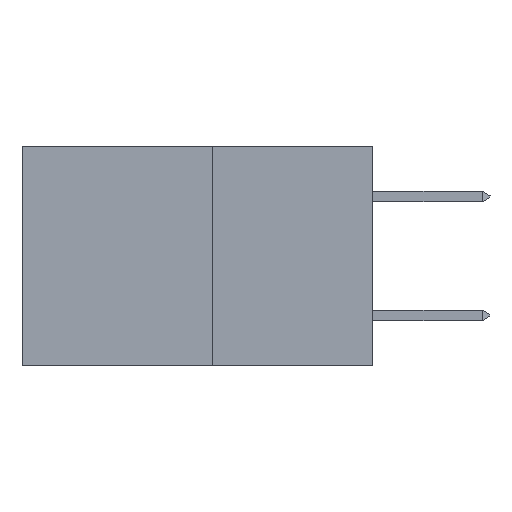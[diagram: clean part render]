
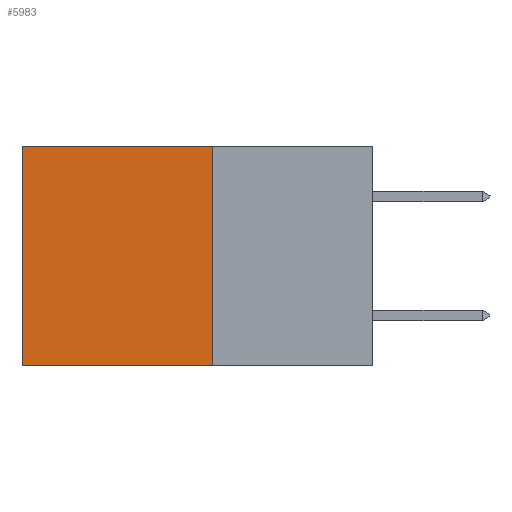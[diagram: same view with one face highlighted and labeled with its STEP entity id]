
A CAD part, left-side view. The second image highlights one B-rep face of the part: STEP entity #5983.
In plain terms, the highlighted planar face has unit normal (-1, 0, 0).
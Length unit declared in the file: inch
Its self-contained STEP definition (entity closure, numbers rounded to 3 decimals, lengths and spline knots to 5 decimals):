
#152 = CARTESIAN_POINT ( 'NONE',  ( 0.277, 0.59, -0.37 ) ) ;
#264 = CARTESIAN_POINT ( 'NONE',  ( 0.277, 0.27, -0.37 ) ) ;
#938 = EDGE_CURVE ( 'NONE', #9305, #9316, #3474, .T. ) ;
#1674 = DIRECTION ( 'NONE',  ( 0., 0., -1. ) ) ;
#1848 = CARTESIAN_POINT ( 'NONE',  ( 0.277, 0.27, 0. ) ) ;
#3474 = LINE ( 'NONE', #264, #14276 ) ;
#3572 = VECTOR ( 'NONE', #5829, 39.37008 ) ;
#4087 = ORIENTED_EDGE ( 'NONE', *, *, #18922, .T. ) ;
#4205 = AXIS2_PLACEMENT_3D ( 'NONE', #12404, #14671, #6683 ) ;
#4506 = EDGE_CURVE ( 'NONE', #9316, #5436, #11838, .T. ) ;
#5436 = VERTEX_POINT ( 'NONE', #152 ) ;
#5829 = DIRECTION ( 'NONE',  ( 0., 1., 0. ) ) ;
#5920 = CARTESIAN_POINT ( 'NONE',  ( 0.277, 0.27, -0.37 ) ) ;
#5983 = ADVANCED_FACE ( 'NONE', ( #16854 ), #7812, .F. ) ;
#6683 = DIRECTION ( 'NONE',  ( 0., 0., -1. ) ) ;
#7254 = DIRECTION ( 'NONE',  ( 0., 1., 0. ) ) ;
#7517 = VECTOR ( 'NONE', #11069, 39.37008 ) ;
#7812 = PLANE ( 'NONE',  #4205 ) ;
#7949 = EDGE_CURVE ( 'NONE', #14152, #5436, #11483, .T. ) ;
#8900 = VECTOR ( 'NONE', #7254, 39.37008 ) ;
#9277 = ORIENTED_EDGE ( 'NONE', *, *, #4506, .F. ) ;
#9305 = VERTEX_POINT ( 'NONE', #1848 ) ;
#9316 = VERTEX_POINT ( 'NONE', #18868 ) ;
#11069 = DIRECTION ( 'NONE',  ( 0., 0., -1. ) ) ;
#11333 = CARTESIAN_POINT ( 'NONE',  ( 0.277, 0.59, -0.37 ) ) ;
#11483 = LINE ( 'NONE', #11333, #7517 ) ;
#11623 = CARTESIAN_POINT ( 'NONE',  ( 0.277, 0.59, 0. ) ) ;
#11838 = LINE ( 'NONE', #5920, #3572 ) ;
#12194 = ORIENTED_EDGE ( 'NONE', *, *, #938, .F. ) ;
#12402 = LINE ( 'NONE', #16142, #8900 ) ;
#12404 = CARTESIAN_POINT ( 'NONE',  ( 0.277, 0.27, -0.37 ) ) ;
#14152 = VERTEX_POINT ( 'NONE', #11623 ) ;
#14276 = VECTOR ( 'NONE', #1674, 39.37008 ) ;
#14671 = DIRECTION ( 'NONE',  ( 1., 0., 0. ) ) ;
#15074 = EDGE_LOOP ( 'NONE', ( #16489, #9277, #12194, #4087 ) ) ;
#16142 = CARTESIAN_POINT ( 'NONE',  ( 0.277, 0.27, 0. ) ) ;
#16489 = ORIENTED_EDGE ( 'NONE', *, *, #7949, .T. ) ;
#16854 = FACE_OUTER_BOUND ( 'NONE', #15074, .T. ) ;
#18868 = CARTESIAN_POINT ( 'NONE',  ( 0.277, 0.27, -0.37 ) ) ;
#18922 = EDGE_CURVE ( 'NONE', #9305, #14152, #12402, .T. ) ;
